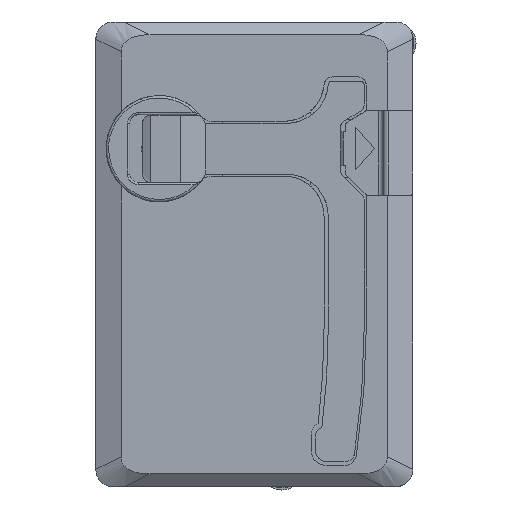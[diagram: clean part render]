
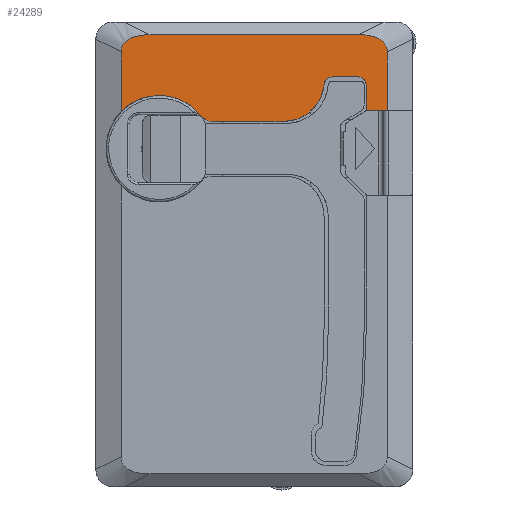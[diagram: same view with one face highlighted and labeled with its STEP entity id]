
A CAD part, front view. The second image highlights one B-rep face of the part: STEP entity #24289.
In plain terms, the highlighted free-form (B-spline) face has degree [1, 1] with [2, 2] control points.
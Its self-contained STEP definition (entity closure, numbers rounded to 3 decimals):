
#18613=CARTESIAN_POINT('',(53.999,-26.8,9.1));
#18614=VERTEX_POINT('',#18613);
#18620=CARTESIAN_POINT('',(48.999,-26.8,9.1));
#18621=VERTEX_POINT('',#18620);
#18622=CARTESIAN_POINT('',(48.999,-26.8,9.1));
#18623=CARTESIAN_POINT('',(53.999,-26.8,9.1));
#18624=QUASI_UNIFORM_CURVE('',1,(#18622,#18623),.UNSPECIFIED.,.F.,.U.);
#18625=EDGE_CURVE('',#18621,#18614,#18624,.T.);
#20001=CARTESIAN_POINT('',(48.999,-26.8,15.0));
#20002=VERTEX_POINT('',#20001);
#20003=CARTESIAN_POINT('',(46.999,-26.8,17.0));
#20004=VERTEX_POINT('',#20003);
#20005=CARTESIAN_POINT('',(48.999,-26.8,15.0));
#20006=CARTESIAN_POINT('',(49.,-26.8,15.196));
#20007=CARTESIAN_POINT('',(48.936,-26.8,15.622));
#20008=CARTESIAN_POINT('',(48.653,-26.8,16.185));
#20009=CARTESIAN_POINT('',(48.255,-26.8,16.583));
#20010=CARTESIAN_POINT('',(47.719,-26.8,16.904));
#20011=CARTESIAN_POINT('',(47.294,-26.8,17.));
#20012=CARTESIAN_POINT('',(46.999,-26.8,17.0));
#20013=B_SPLINE_CURVE_WITH_KNOTS('',3,(#20005,#20006,#20007,#20008,#20009,#20010,#20011,#20012),.UNSPECIFIED.,.F.,.U.,(4,1,1,1,1,4),(0.,0.589,1.276,1.865,2.258,3.142),.UNSPECIFIED.);
#20014=EDGE_CURVE('',#20002,#20004,#20013,.T.);
#20049=CARTESIAN_POINT('',(40.999,-26.8,17.0));
#20050=VERTEX_POINT('',#20049);
#20051=CARTESIAN_POINT('',(40.999,-26.8,17.0));
#20052=CARTESIAN_POINT('',(46.999,-26.8,17.0));
#20053=QUASI_UNIFORM_CURVE('',1,(#20051,#20052),.UNSPECIFIED.,.F.,.U.);
#20054=EDGE_CURVE('',#20050,#20004,#20053,.T.);
#20086=CARTESIAN_POINT('',(39.007,-26.8,15.174));
#20087=VERTEX_POINT('',#20086);
#20088=CARTESIAN_POINT('',(40.999,-26.8,17.0));
#20089=CARTESIAN_POINT('',(40.752,-26.8,17.));
#20090=CARTESIAN_POINT('',(40.366,-26.8,16.927));
#20091=CARTESIAN_POINT('',(39.882,-26.8,16.678));
#20092=CARTESIAN_POINT('',(39.5,-26.8,16.359));
#20093=CARTESIAN_POINT('',(39.152,-26.8,15.859));
#20094=CARTESIAN_POINT('',(39.029,-26.8,15.42));
#20095=CARTESIAN_POINT('',(39.007,-26.8,15.174));
#20096=B_SPLINE_CURVE_WITH_KNOTS('',3,(#20088,#20089,#20090,#20091,#20092,#20093,#20094,#20095),.UNSPECIFIED.,.F.,.U.,(4,1,1,1,1,4),(0.,0.742,1.159,1.623,2.225,2.967),.UNSPECIFIED.);
#20097=EDGE_CURVE('',#20050,#20087,#20096,.T.);
#20148=CARTESIAN_POINT('',(29.543,-26.8,6.5));
#20149=VERTEX_POINT('',#20148);
#20150=CARTESIAN_POINT('',(29.543,-26.8,6.5));
#20151=CARTESIAN_POINT('',(30.021,-26.8,6.5));
#20152=CARTESIAN_POINT('',(31.048,-26.8,6.578));
#20153=CARTESIAN_POINT('',(32.409,-26.8,6.907));
#20154=CARTESIAN_POINT('',(33.705,-26.8,7.429));
#20155=CARTESIAN_POINT('',(34.954,-26.8,8.137));
#20156=CARTESIAN_POINT('',(36.297,-26.8,9.232));
#20157=CARTESIAN_POINT('',(37.354,-26.8,10.513));
#20158=CARTESIAN_POINT('',(38.161,-26.8,11.916));
#20159=CARTESIAN_POINT('',(38.735,-26.8,13.392));
#20160=CARTESIAN_POINT('',(38.953,-26.8,14.552));
#20161=CARTESIAN_POINT('',(39.007,-26.8,15.174));
#20162=B_SPLINE_CURVE_WITH_KNOTS('',3,(#20150,#20151,#20152,#20153,#20154,#20155,#20156,#20157,#20158,#20159,#20160,#20161),.UNSPECIFIED.,.F.,.U.,(4,1,1,1,1,1,1,1,1,4),(0.,1.432,3.083,4.185,5.616,7.378,9.36,10.571,12.223,14.095),.UNSPECIFIED.);
#20163=EDGE_CURVE('',#20149,#20087,#20162,.T.);
#20180=CARTESIAN_POINT('',(12.373,-26.8,6.5));
#20181=VERTEX_POINT('',#20180);
#20182=CARTESIAN_POINT('',(12.373,-26.8,6.5));
#20183=CARTESIAN_POINT('',(29.543,-26.8,6.5));
#20184=QUASI_UNIFORM_CURVE('',1,(#20182,#20183),.UNSPECIFIED.,.F.,.U.);
#20185=EDGE_CURVE('',#20181,#20149,#20184,.T.);
#20229=CARTESIAN_POINT('',(9.994,-26.8,7.673));
#20230=VERTEX_POINT('',#20229);
#20231=CARTESIAN_POINT('',(9.994,-26.8,7.673));
#20232=CARTESIAN_POINT('',(10.142,-26.8,7.48));
#20233=CARTESIAN_POINT('',(10.445,-26.8,7.171));
#20234=CARTESIAN_POINT('',(11.01,-26.8,6.801));
#20235=CARTESIAN_POINT('',(11.643,-26.8,6.559));
#20236=CARTESIAN_POINT('',(12.13,-26.8,6.5));
#20237=CARTESIAN_POINT('',(12.373,-26.8,6.5));
#20238=B_SPLINE_CURVE_WITH_KNOTS('',3,(#20231,#20232,#20233,#20234,#20235,#20236,#20237),.UNSPECIFIED.,.F.,.U.,(4,1,1,1,4),(0.,0.73,1.288,2.018,2.748),.UNSPECIFIED.);
#20239=EDGE_CURVE('',#20230,#20181,#20238,.T.);
#20323=CARTESIAN_POINT('',(-9.001,-26.8,8.818));
#20324=VERTEX_POINT('',#20323);
#20325=CARTESIAN_POINT('',(9.994,-26.8,7.673));
#20326=CARTESIAN_POINT('',(9.652,-26.8,8.119));
#20327=CARTESIAN_POINT('',(8.778,-26.8,9.112));
#20328=CARTESIAN_POINT('',(6.998,-26.8,10.587));
#20329=CARTESIAN_POINT('',(4.971,-26.8,11.654));
#20330=CARTESIAN_POINT('',(2.636,-26.8,12.388));
#20331=CARTESIAN_POINT('',(0.535,-26.8,12.663));
#20332=CARTESIAN_POINT('',(-1.968,-26.8,12.521));
#20333=CARTESIAN_POINT('',(-3.942,-26.8,12.029));
#20334=CARTESIAN_POINT('',(-5.697,-26.8,11.271));
#20335=CARTESIAN_POINT('',(-7.304,-26.8,10.34));
#20336=CARTESIAN_POINT('',(-8.391,-26.8,9.439));
#20337=CARTESIAN_POINT('',(-9.001,-26.8,8.818));
#20338=B_SPLINE_CURVE_WITH_KNOTS('',3,(#20325,#20326,#20327,#20328,#20329,#20330,#20331,#20332,#20333,#20334,#20335,#20336,#20337),.UNSPECIFIED.,.F.,.U.,(4,1,1,1,1,1,1,1,1,1,4),(0.,1.685,3.96,6.908,8.509,11.289,13.227,16.007,17.355,18.955,21.567),.UNSPECIFIED.);
#20339=EDGE_CURVE('',#20230,#20324,#20338,.T.);
#23262=CARTESIAN_POINT('',(53.999,-26.8,22.911));
#23263=VERTEX_POINT('',#23262);
#23264=CARTESIAN_POINT('',(47.193,-26.8,27.0));
#23265=VERTEX_POINT('',#23264);
#23266=CARTESIAN_POINT('',(53.999,-26.8,22.911));
#23267=CARTESIAN_POINT('',(53.999,-26.8,27.));
#23268=CARTESIAN_POINT('',(47.193,-26.8,27.0));
#23276=(BOUNDED_CURVE()B_SPLINE_CURVE(2,(#23266,#23267,#23268),.UNSPECIFIED.,.F.,.U.)CURVE()GEOMETRIC_REPRESENTATION_ITEM()QUASI_UNIFORM_CURVE()RATIONAL_B_SPLINE_CURVE((1.0,0.924,1.0))REPRESENTATION_ITEM(''));
#23277=EDGE_CURVE('',#23263,#23265,#23276,.T.);
#23363=CARTESIAN_POINT('',(-2.194,-26.8,27.0));
#23364=VERTEX_POINT('',#23363);
#23365=CARTESIAN_POINT('',(-9.001,-26.8,22.911));
#23366=VERTEX_POINT('',#23365);
#23367=CARTESIAN_POINT('',(-2.194,-26.8,27.0));
#23368=CARTESIAN_POINT('',(-9.001,-26.8,27.));
#23369=CARTESIAN_POINT('',(-9.001,-26.8,22.911));
#23377=(BOUNDED_CURVE()B_SPLINE_CURVE(2,(#23367,#23368,#23369),.UNSPECIFIED.,.F.,.U.)CURVE()GEOMETRIC_REPRESENTATION_ITEM()QUASI_UNIFORM_CURVE()RATIONAL_B_SPLINE_CURVE((1.0,0.924,1.0))REPRESENTATION_ITEM(''));
#23378=EDGE_CURVE('',#23364,#23366,#23377,.T.);
#23582=CARTESIAN_POINT('',(47.193,-26.8,27.0));
#23583=CARTESIAN_POINT('',(-2.194,-26.8,27.0));
#23584=QUASI_UNIFORM_CURVE('',1,(#23582,#23583),.UNSPECIFIED.,.F.,.U.);
#23585=EDGE_CURVE('',#23265,#23364,#23584,.T.);
#23608=CARTESIAN_POINT('',(-9.001,-26.8,22.911));
#23609=CARTESIAN_POINT('',(-9.001,-26.8,8.818));
#23610=QUASI_UNIFORM_CURVE('',1,(#23608,#23609),.UNSPECIFIED.,.F.,.U.);
#23611=EDGE_CURVE('',#23366,#20324,#23610,.T.);
#24225=CARTESIAN_POINT('',(53.999,-26.8,9.1));
#24226=CARTESIAN_POINT('',(53.999,-26.8,22.911));
#24227=QUASI_UNIFORM_CURVE('',1,(#24225,#24226),.UNSPECIFIED.,.F.,.U.);
#24228=EDGE_CURVE('',#18614,#23263,#24227,.T.);
#24264=CARTESIAN_POINT('',(-12.147,-26.8,5.476));
#24265=CARTESIAN_POINT('',(57.146,-26.8,5.476));
#24266=CARTESIAN_POINT('',(-12.147,-26.8,28.024));
#24267=CARTESIAN_POINT('',(57.146,-26.8,28.024));
#24268=B_SPLINE_SURFACE_WITH_KNOTS('',1,1,((#24264,#24266),(#24265,#24267)),.UNSPECIFIED.,.F.,.F.,.U.,(2,2),(2,2),(0.0,69.294),(0.0,22.548),.UNSPECIFIED.);
#24269=CARTESIAN_POINT('',(48.999,-26.8,15.0));
#24270=CARTESIAN_POINT('',(48.999,-26.8,9.1));
#24271=QUASI_UNIFORM_CURVE('',1,(#24269,#24270),.UNSPECIFIED.,.F.,.U.);
#24272=EDGE_CURVE('',#20002,#18621,#24271,.T.);
#24273=ORIENTED_EDGE('',*,*,#24272,.T.);
#24274=ORIENTED_EDGE('',*,*,#18625,.T.);
#24275=ORIENTED_EDGE('',*,*,#24228,.T.);
#24276=ORIENTED_EDGE('',*,*,#23277,.T.);
#24277=ORIENTED_EDGE('',*,*,#23585,.T.);
#24278=ORIENTED_EDGE('',*,*,#23378,.T.);
#24279=ORIENTED_EDGE('',*,*,#23611,.T.);
#24280=ORIENTED_EDGE('',*,*,#20339,.F.);
#24281=ORIENTED_EDGE('',*,*,#20239,.T.);
#24282=ORIENTED_EDGE('',*,*,#20185,.T.);
#24283=ORIENTED_EDGE('',*,*,#20163,.T.);
#24284=ORIENTED_EDGE('',*,*,#20097,.F.);
#24285=ORIENTED_EDGE('',*,*,#20054,.T.);
#24286=ORIENTED_EDGE('',*,*,#20014,.F.);
#24287=EDGE_LOOP('',(#24273,#24274,#24275,#24276,#24277,#24278,#24279,#24280,#24281,#24282,#24283,#24284,#24285,#24286));
#24288=FACE_OUTER_BOUND('',#24287,.T.);
#24289=ADVANCED_FACE('',(#24288),#24268,.T.);
